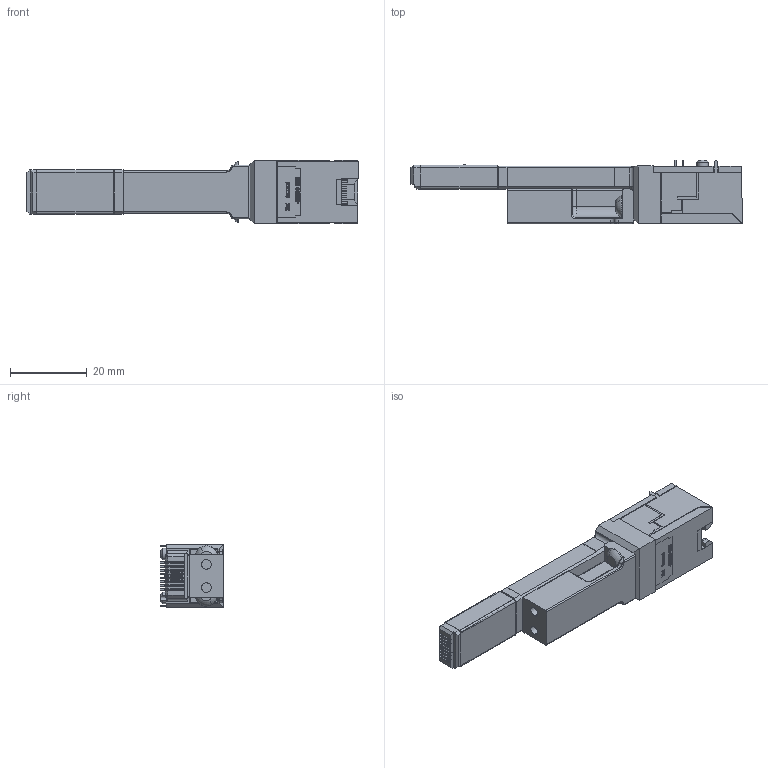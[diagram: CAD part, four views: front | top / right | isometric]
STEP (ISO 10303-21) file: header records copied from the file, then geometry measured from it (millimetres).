
FILE_DESCRIPTION (( 'STEP AP214' ), '1' );
FILE_NAME ('102216~1.STEP', '2019-10-28T07:33:37', ( '' ), ( '' ), 'SwSTEP 2.0', 'SolidWorks 2018', '' );
FILE_SCHEMA (( 'AUTOMOTIVE_DESIGN' ));
Length unit declared in the file: millimetre
Products named in the file (1): 102216~1
Bounding box: 86.4 x 16.55 x 16.5 mm (x, y, z)
Volume: 11055 mm3; surface area: 10310.2 mm2
Topology: 2 solids, 2 shells, 1642 faces, 4246 edges, 2679 vertices
Faces by surface type: plane 869, cylinder 417, bspline 205, torus 130, cone 19, sphere 2
Entity records: 72063 total; most frequent: CARTESIAN_POINT 20939, ORIENTED_EDGE 8456, DIRECTION 7539, EDGE_CURVE 4228, LINE 2685, VECTOR 2685, VERTEX_POINT 2679, AXIS2_PLACEMENT_3D 2427
